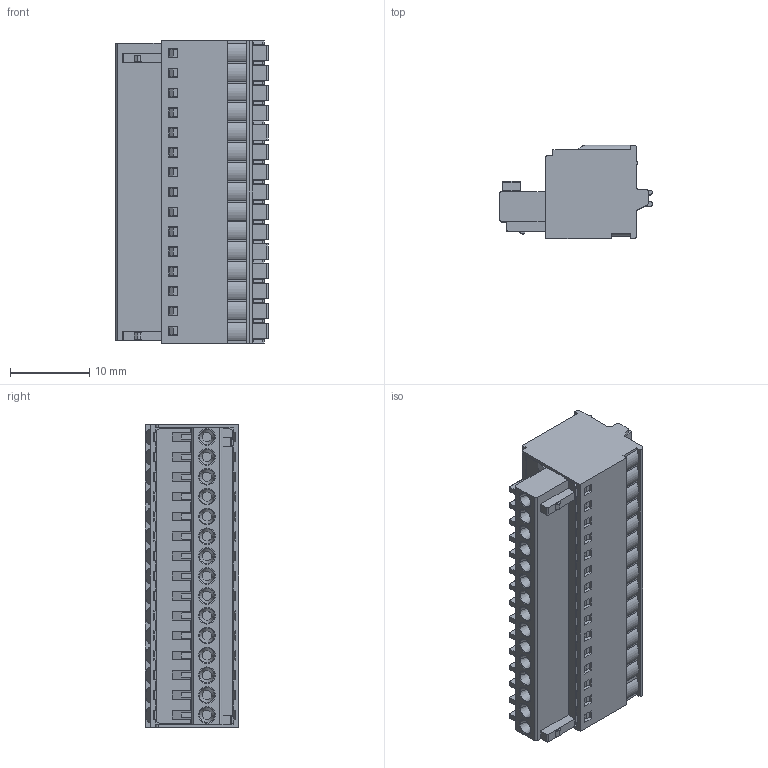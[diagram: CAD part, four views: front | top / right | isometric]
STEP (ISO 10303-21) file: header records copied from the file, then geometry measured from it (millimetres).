
FILE_DESCRIPTION((''),'2;1');
FILE_NAME('TLPS-006-03P','2024-09-14T',('sheji'),(''),'PRO/ENGINEER BY PARAMETRIC TECHNOLOGY CORPORATION, 2015240','PRO/ENGINEER BY PARAMETRIC TECHNOLOGY CORPORATION, 2015240','');
FILE_SCHEMA(('CONFIG_CONTROL_DESIGN'));
Length unit declared in the file: millimetre
Products named in the file (1): TLPS-006-03P
Bounding box: 19.2 x 11.75 x 38.1 mm (x, y, z)
Volume: 5342.1 mm3; surface area: 4270.6 mm2
Topology: 1 solids, 15 shells, 1659 faces, 4480 edges, 2956 vertices
Faces by surface type: plane 1178, cylinder 361, cone 75, torus 30, sphere 15
Entity records: 52623 total; most frequent: CARTESIAN_POINT 10145, ORIENTED_EDGE 8960, DIRECTION 8629, EDGE_CURVE 4480, VECTOR 3469, LINE 3469, VERTEX_POINT 2956, AXIS2_PLACEMENT_3D 2580
